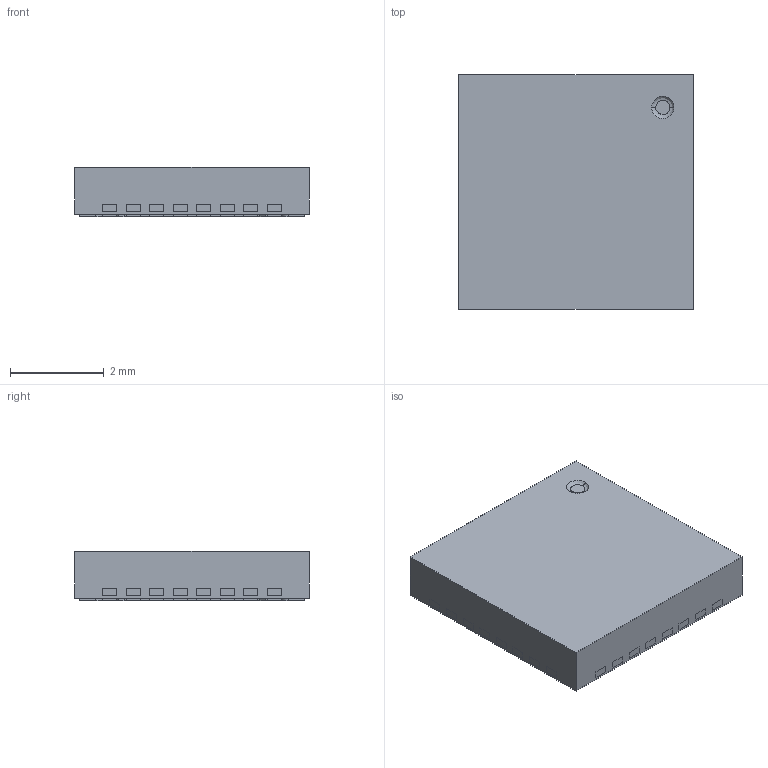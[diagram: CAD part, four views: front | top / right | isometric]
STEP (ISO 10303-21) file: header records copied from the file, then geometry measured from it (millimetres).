
FILE_DESCRIPTION (( 'STEP AP214' ), '1' );
FILE_NAME ('QFN-32.STEP', '2015-03-10T09:55:21', ( '' ), ( '' ), 'SwSTEP 2.0', 'SolidWorks 2014', '' );
FILE_SCHEMA (( 'AUTOMOTIVE_DESIGN' ));
Length unit declared in the file: millimetre
Products named in the file (1): QFN-32
Bounding box: 5 x 5 x 1.05 mm (x, y, z)
Surface area: 140.7 mm2 (no closed solid volume)
Topology: 0 solids, 66 shells, 577 faces, 1244 edges, 824 vertices
Faces by surface type: plane 535, cylinder 40, bspline 2
Entity records: 22346 total; most frequent: CARTESIAN_POINT 2756, ORIENTED_EDGE 2472, DIRECTION 2470, EDGE_CURVE 1244, VECTOR 1158, LINE 1158, VERTEX_POINT 824, AXIS2_PLACEMENT_3D 656
